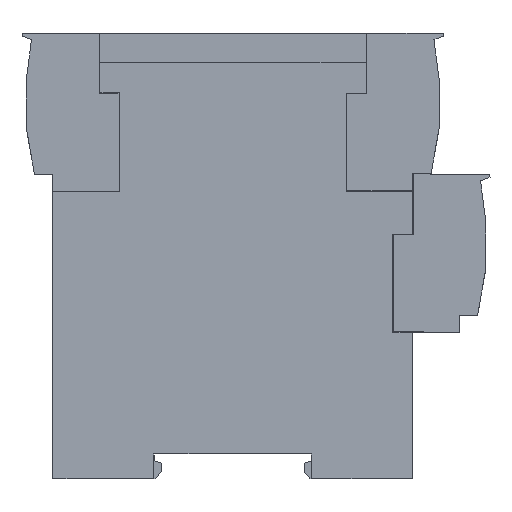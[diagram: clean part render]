
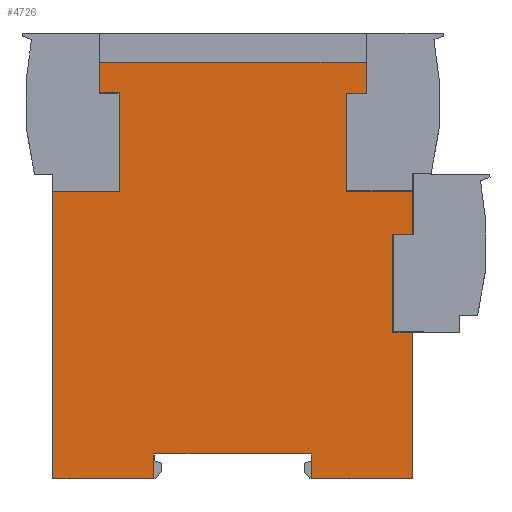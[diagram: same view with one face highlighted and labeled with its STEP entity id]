
A CAD part, left-side view. The second image highlights one B-rep face of the part: STEP entity #4726.
In plain terms, the highlighted planar face has unit normal (-1, 0, 0).
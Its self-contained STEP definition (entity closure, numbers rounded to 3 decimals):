
#4726=ADVANCED_FACE('NONE',(#5835),#5313,.T.);
#5313=PLANE('',#16069);
#5835=FACE_OUTER_BOUND('',#6466,.T.);
#6466=EDGE_LOOP('',(#8302,#8303,#8304,#8305,#8306,#8307,#8308,#8309,#8310,
#8311,#8312,#8313,#8314,#8315,#8316,#8317,#8318,#8319,#8320,#8321));
#8302=ORIENTED_EDGE('',*,*,#12173,.T.);
#8303=ORIENTED_EDGE('',*,*,#12182,.T.);
#8304=ORIENTED_EDGE('',*,*,#12179,.T.);
#8305=ORIENTED_EDGE('',*,*,#12124,.T.);
#8306=ORIENTED_EDGE('',*,*,#12157,.T.);
#8307=ORIENTED_EDGE('',*,*,#12163,.T.);
#8308=ORIENTED_EDGE('',*,*,#12146,.F.);
#8309=ORIENTED_EDGE('',*,*,#12128,.F.);
#8310=ORIENTED_EDGE('',*,*,#12160,.F.);
#8311=ORIENTED_EDGE('',*,*,#12391,.F.);
#8312=ORIENTED_EDGE('',*,*,#12392,.T.);
#8313=ORIENTED_EDGE('',*,*,#12393,.T.);
#8314=ORIENTED_EDGE('',*,*,#11700,.T.);
#8315=ORIENTED_EDGE('',*,*,#12330,.T.);
#8316=ORIENTED_EDGE('',*,*,#11682,.F.);
#8317=ORIENTED_EDGE('',*,*,#12327,.T.);
#8318=ORIENTED_EDGE('',*,*,#12394,.T.);
#8319=ORIENTED_EDGE('',*,*,#12189,.T.);
#8320=ORIENTED_EDGE('',*,*,#12132,.T.);
#8321=ORIENTED_EDGE('',*,*,#12175,.T.);
#10493=VERTEX_POINT('',#19755);
#10494=VERTEX_POINT('',#19756);
#10504=VERTEX_POINT('',#19789);
#10505=VERTEX_POINT('',#19791);
#10868=VERTEX_POINT('',#21309);
#10869=VERTEX_POINT('',#21310);
#10872=VERTEX_POINT('',#21318);
#10873=VERTEX_POINT('',#21319);
#10876=VERTEX_POINT('',#21327);
#10877=VERTEX_POINT('',#21328);
#10888=VERTEX_POINT('',#21354);
#10898=VERTEX_POINT('',#21381);
#10900=VERTEX_POINT('',#21387);
#10908=VERTEX_POINT('',#21411);
#10909=VERTEX_POINT('',#21413);
#10910=VERTEX_POINT('',#21423);
#10917=VERTEX_POINT('',#21443);
#10988=VERTEX_POINT('',#21802);
#11024=VERTEX_POINT('',#21925);
#11025=VERTEX_POINT('',#21927);
#11682=EDGE_CURVE('NONE',#10493,#10494,#13325,.T.);
#11700=EDGE_CURVE('NONE',#10505,#10504,#13343,.T.);
#12124=EDGE_CURVE('NONE',#10868,#10869,#13642,.T.);
#12128=EDGE_CURVE('NONE',#10872,#10873,#13646,.T.);
#12132=EDGE_CURVE('NONE',#10876,#10877,#13650,.T.);
#12146=EDGE_CURVE('NONE',#10873,#10888,#13664,.T.);
#12157=EDGE_CURVE('NONE',#10869,#10898,#13675,.T.);
#12160=EDGE_CURVE('NONE',#10900,#10872,#13678,.T.);
#12163=EDGE_CURVE('NONE',#10898,#10888,#13681,.T.);
#12173=EDGE_CURVE('NONE',#10909,#10908,#13691,.T.);
#12175=EDGE_CURVE('NONE',#10877,#10909,#13693,.T.);
#12179=EDGE_CURVE('NONE',#10910,#10868,#13697,.T.);
#12182=EDGE_CURVE('NONE',#10908,#10910,#13700,.T.);
#12189=EDGE_CURVE('NONE',#10917,#10876,#13707,.T.);
#12327=EDGE_CURVE('NONE',#10493,#10988,#13818,.T.);
#12330=EDGE_CURVE('NONE',#10504,#10494,#13821,.T.);
#12391=EDGE_CURVE('NONE',#11024,#10900,#13882,.T.);
#12392=EDGE_CURVE('NONE',#11024,#11025,#13883,.T.);
#12393=EDGE_CURVE('NONE',#11025,#10505,#13884,.T.);
#12394=EDGE_CURVE('NONE',#10988,#10917,#13885,.T.);
#13325=LINE('',#19754,#14614);
#13343=LINE('',#19790,#14632);
#13642=LINE('',#21308,#14931);
#13646=LINE('',#21317,#14935);
#13650=LINE('',#21326,#14939);
#13664=LINE('',#21357,#14953);
#13675=LINE('',#21380,#14964);
#13678=LINE('',#21386,#14967);
#13681=LINE('',#21392,#14970);
#13691=LINE('',#21412,#14980);
#13693=LINE('',#21416,#14982);
#13697=LINE('',#21422,#14986);
#13700=LINE('',#21428,#14989);
#13707=LINE('',#21442,#14996);
#13818=LINE('',#21803,#15107);
#13821=LINE('',#21809,#15110);
#13882=LINE('',#21924,#15171);
#13883=LINE('',#21926,#15172);
#13884=LINE('',#21928,#15173);
#13885=LINE('',#21929,#15174);
#14614=VECTOR('',#16865,1.);
#14632=VECTOR('',#16895,1.);
#14931=VECTOR('',#17444,1.);
#14935=VECTOR('',#17450,1.);
#14939=VECTOR('',#17456,1.);
#14953=VECTOR('',#17476,1.);
#14964=VECTOR('',#17495,1.);
#14967=VECTOR('',#17500,1.);
#14970=VECTOR('',#17505,1.);
#14980=VECTOR('',#17521,1.);
#14982=VECTOR('',#17525,1.);
#14986=VECTOR('',#17533,1.);
#14989=VECTOR('',#17538,1.);
#14996=VECTOR('',#17549,1.);
#15107=VECTOR('',#17776,1.);
#15110=VECTOR('',#17783,1.);
#15171=VECTOR('',#17884,1.);
#15172=VECTOR('',#17885,1.);
#15173=VECTOR('',#17886,1.);
#15174=VECTOR('',#17887,1.);
#16069=AXIS2_PLACEMENT_3D('',#21930,#17888,#17889);
#16865=DIRECTION('',(0.,0.,1.));
#16895=DIRECTION('',(0.,0.,1.));
#17444=DIRECTION('',(0.,-1.,0.));
#17450=DIRECTION('',(0.,1.,0.));
#17456=DIRECTION('',(0.,-0.002,1.));
#17476=DIRECTION('',(0.,0.,1.));
#17495=DIRECTION('',(0.,0.,1.));
#17500=DIRECTION('',(0.,0.,1.));
#17505=DIRECTION('',(0.,1.,0.));
#17521=DIRECTION('',(0.,0.,1.));
#17525=DIRECTION('',(0.,-1.,0.));
#17533=DIRECTION('',(0.,-0.002,1.));
#17538=DIRECTION('',(0.,1.,0.));
#17549=DIRECTION('',(0.,1.,0.));
#17776=DIRECTION('',(0.,-1.,0.));
#17783=DIRECTION('',(0.,-1.,0.));
#17884=DIRECTION('',(0.,-1.,0.));
#17885=DIRECTION('',(0.,0.,-1.));
#17886=DIRECTION('',(0.,-1.,0.));
#17887=DIRECTION('',(0.,0.,1.));
#17888=DIRECTION('',(-1.,0.,0.));
#17889=DIRECTION('',(0.,0.,1.));
#19754=CARTESIAN_POINT('',(0.,36.4,-34.9));
#19755=CARTESIAN_POINT('',(0.,36.4,0.));
#19756=CARTESIAN_POINT('',(0.,36.4,5.1));
#19789=CARTESIAN_POINT('',(0.,68.6,5.1));
#19790=CARTESIAN_POINT('',(0.,68.6,-34.9));
#19791=CARTESIAN_POINT('',(0.,68.6,0.));
#21308=CARTESIAN_POINT('',(0.,29.3,78.7));
#21309=CARTESIAN_POINT('',(0.,29.3,78.7));
#21310=CARTESIAN_POINT('',(0.,25.3,78.7));
#21317=CARTESIAN_POINT('',(0.,75.7,78.8));
#21318=CARTESIAN_POINT('',(0.,75.6,78.8));
#21319=CARTESIAN_POINT('',(0.,79.6,78.8));
#21326=CARTESIAN_POINT('',(0.,19.85,29.9));
#21327=CARTESIAN_POINT('',(0.,19.85,29.9));
#21328=CARTESIAN_POINT('',(0.,19.8,49.9));
#21354=CARTESIAN_POINT('',(0.,79.6,85.));
#21357=CARTESIAN_POINT('',(0.,79.6,78.7));
#21380=CARTESIAN_POINT('',(0.,25.3,78.7));
#21381=CARTESIAN_POINT('',(0.,25.3,85.));
#21386=CARTESIAN_POINT('',(0.,75.6,58.7));
#21387=CARTESIAN_POINT('',(0.,75.6,58.6));
#21392=CARTESIAN_POINT('',(0.,14.681,85.));
#21411=CARTESIAN_POINT('',(0.,15.8,58.7));
#21412=CARTESIAN_POINT('',(0.,15.8,49.9));
#21413=CARTESIAN_POINT('',(0.,15.8,49.9));
#21416=CARTESIAN_POINT('',(0.,19.8,49.9));
#21422=CARTESIAN_POINT('',(0.,29.35,58.7));
#21423=CARTESIAN_POINT('',(0.,29.35,58.7));
#21428=CARTESIAN_POINT('',(0.,15.8,58.7));
#21442=CARTESIAN_POINT('',(0.,13.55,29.9));
#21443=CARTESIAN_POINT('',(0.,15.8,29.9));
#21802=CARTESIAN_POINT('',(0.,15.8,0.));
#21803=CARTESIAN_POINT('',(0.,14.681,0.));
#21809=CARTESIAN_POINT('',(0.,14.681,5.1));
#21924=CARTESIAN_POINT('',(0.,89.2,58.6));
#21925=CARTESIAN_POINT('',(0.,89.2,58.6));
#21926=CARTESIAN_POINT('',(0.,89.2,-0.1));
#21927=CARTESIAN_POINT('',(0.,89.2,0.));
#21928=CARTESIAN_POINT('',(0.,14.681,0.));
#21929=CARTESIAN_POINT('',(0.,15.8,-0.1));
#21930=CARTESIAN_POINT('',(0.,14.681,-0.1));
